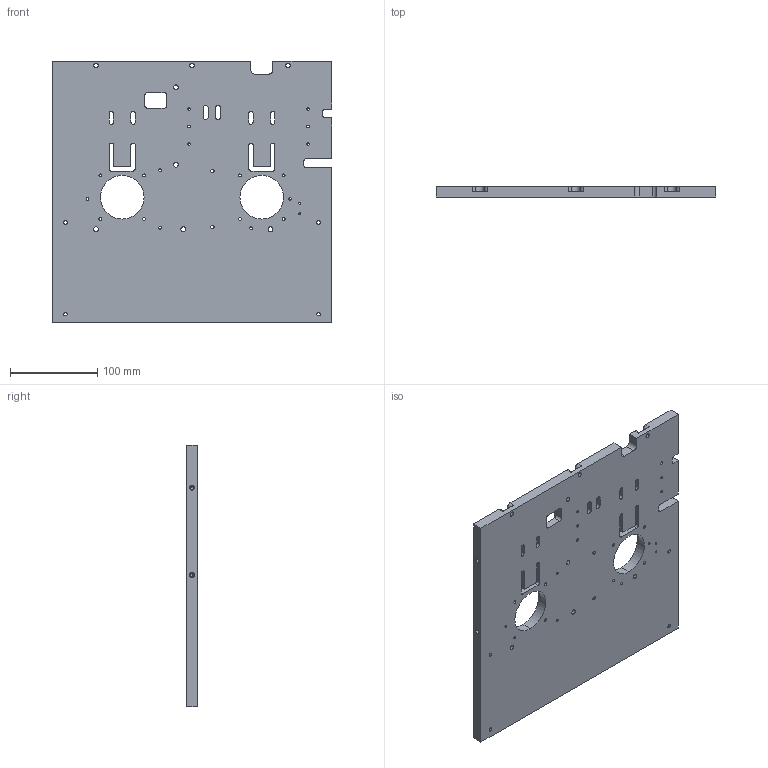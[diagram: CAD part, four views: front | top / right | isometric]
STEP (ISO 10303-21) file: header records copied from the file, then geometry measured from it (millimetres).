
FILE_DESCRIPTION (( 'STEP AP203' ), '1' );
FILE_NAME ('13-018206.step', '2022-01-07T14:38:40', ( '' ), ( '' ), 'SwSTEP 2.0', 'SolidWorks 2021', '' );
FILE_SCHEMA (( 'CONFIG_CONTROL_DESIGN' ));
Length unit declared in the file: millimetre
Products named in the file (1): 13-018206
Bounding box: 320 x 12 x 300 mm (x, y, z)
Volume: 1036594.9 mm3; surface area: 211876.3 mm2
Topology: 1 solids, 1 shells, 281 faces, 791 edges, 512 vertices
Faces by surface type: cylinder 166, plane 95, cone 20
Entity records: 9362 total; most frequent: DIRECTION 1687, CARTESIAN_POINT 1573, ORIENTED_EDGE 1558, EDGE_CURVE 779, AXIS2_PLACEMENT_3D 626, VERTEX_POINT 512, VECTOR 435, LINE 435
